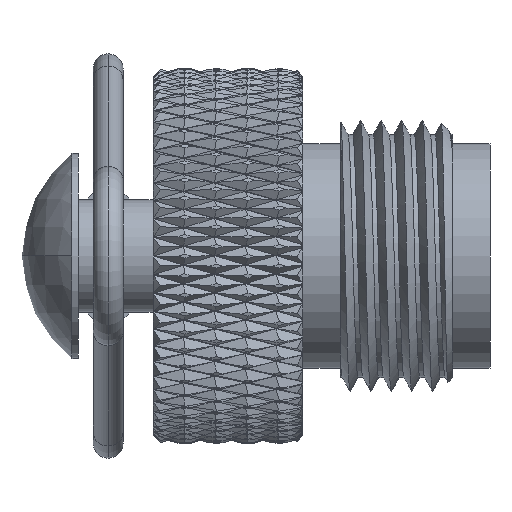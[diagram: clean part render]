
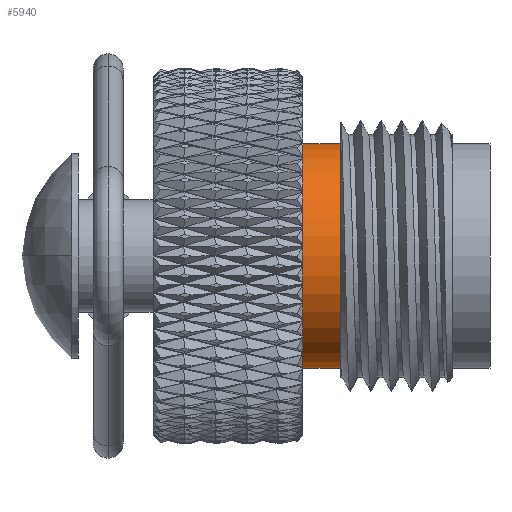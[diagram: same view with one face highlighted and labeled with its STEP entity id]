
A CAD part, front view. The second image highlights one B-rep face of the part: STEP entity #5940.
In plain terms, the highlighted cylindrical face has radius 3 mm (diameter 6 mm), a partial arc.
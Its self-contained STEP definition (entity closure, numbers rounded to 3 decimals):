
#5649 = DIRECTION ( 'NONE',  ( -1., 0., 0. ) ) ;
#5940 = ADVANCED_FACE ( 'NONE', ( #33077 ), #16148, .T. ) ;
#5956 = AXIS2_PLACEMENT_3D ( 'NONE', #61759, #5649, #46414 ) ;
#10969 = LINE ( 'NONE', #100576, #63073 ) ;
#16148 = CYLINDRICAL_SURFACE ( 'NONE', #22732, 3. ) ;
#17593 = ORIENTED_EDGE ( 'NONE', *, *, #68015, .T. ) ;
#18132 = DIRECTION ( 'NONE',  ( -1., 0., 0. ) ) ;
#21513 = CARTESIAN_POINT ( 'NONE',  ( 5., 0., -3. ) ) ;
#22732 = AXIS2_PLACEMENT_3D ( 'NONE', #65365, #57392, #89816 ) ;
#23973 = VERTEX_POINT ( 'NONE', #103803 ) ;
#27909 = DIRECTION ( 'NONE',  ( -1., 0., 0. ) ) ;
#32443 = CARTESIAN_POINT ( 'NONE',  ( 0., 0., -3. ) ) ;
#33077 = FACE_OUTER_BOUND ( 'NONE', #58608, .T. ) ;
#35485 = ORIENTED_EDGE ( 'NONE', *, *, #78698, .F. ) ;
#35608 = CARTESIAN_POINT ( 'NONE',  ( 5., 0., 3. ) ) ;
#42758 = AXIS2_PLACEMENT_3D ( 'NONE', #44684, #101466, #61057 ) ;
#44684 = CARTESIAN_POINT ( 'NONE',  ( 4., 0., 0. ) ) ;
#46414 = DIRECTION ( 'NONE',  ( 0., 0., 1. ) ) ;
#47956 = ORIENTED_EDGE ( 'NONE', *, *, #51625, .T. ) ;
#51625 = EDGE_CURVE ( 'NONE', #105017, #90887, #92307, .T. ) ;
#52646 = ORIENTED_EDGE ( 'NONE', *, *, #81078, .F. ) ;
#57392 = DIRECTION ( 'NONE',  ( -1., 0., 0. ) ) ;
#58608 = EDGE_LOOP ( 'NONE', ( #52646, #47956, #17593, #35485 ) ) ;
#61057 = DIRECTION ( 'NONE',  ( 0., 0., 1. ) ) ;
#61344 = CIRCLE ( 'NONE', #42758, 3. ) ;
#61759 = CARTESIAN_POINT ( 'NONE',  ( 5., 0., 0. ) ) ;
#63073 = VECTOR ( 'NONE', #27909, 1000. ) ;
#65365 = CARTESIAN_POINT ( 'NONE',  ( 0., 0., 0. ) ) ;
#68015 = EDGE_CURVE ( 'NONE', #90887, #77033, #10969, .T. ) ;
#72734 = LINE ( 'NONE', #32443, #96903 ) ;
#77033 = VERTEX_POINT ( 'NONE', #96385 ) ;
#78698 = EDGE_CURVE ( 'NONE', #23973, #77033, #61344, .T. ) ;
#81078 = EDGE_CURVE ( 'NONE', #105017, #23973, #72734, .T. ) ;
#89816 = DIRECTION ( 'NONE',  ( 0., 0., 1. ) ) ;
#90887 = VERTEX_POINT ( 'NONE', #35608 ) ;
#92307 = CIRCLE ( 'NONE', #5956, 3. ) ;
#96385 = CARTESIAN_POINT ( 'NONE',  ( 4., 0., 3. ) ) ;
#96903 = VECTOR ( 'NONE', #18132, 1000. ) ;
#100576 = CARTESIAN_POINT ( 'NONE',  ( 0., 0., 3. ) ) ;
#101466 = DIRECTION ( 'NONE',  ( -1., 0., 0. ) ) ;
#103803 = CARTESIAN_POINT ( 'NONE',  ( 4., 0., -3. ) ) ;
#105017 = VERTEX_POINT ( 'NONE', #21513 ) ;
